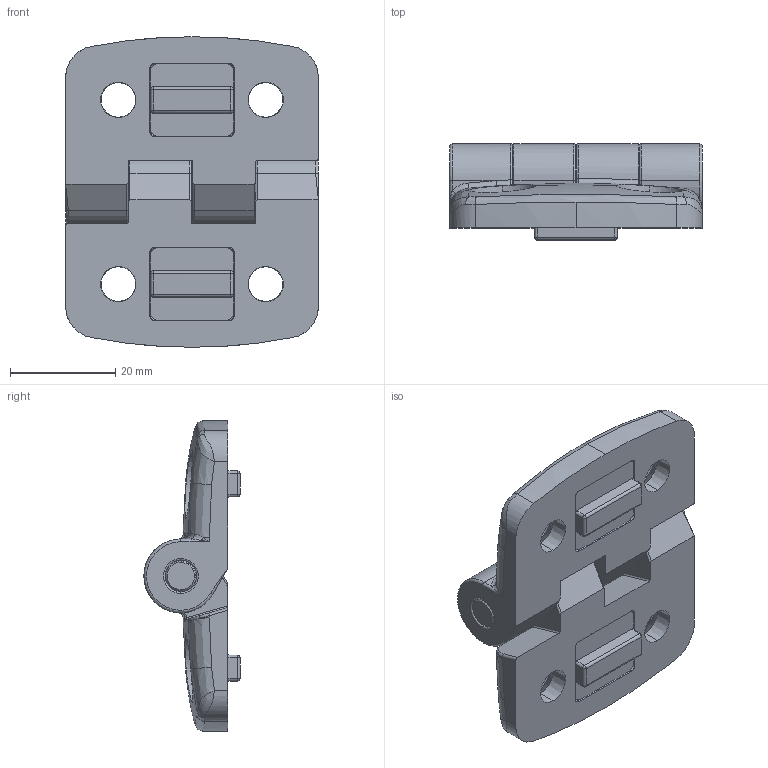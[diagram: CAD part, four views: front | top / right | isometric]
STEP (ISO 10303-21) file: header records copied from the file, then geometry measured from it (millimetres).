
FILE_DESCRIPTION(('STEP AP214'),'1');
FILE_NAME('fath_095a3030f.stp','2018-06-07T11:21:18',('TraceParts'),('TraceParts S.A.'),'Spatial InterOp 3D',' ',' ');
FILE_SCHEMA(('automotive_design'));
Length unit declared in the file: millimetre
Products named in the file (5): fath_095a3030f_1; fath_095a3030f_2; fath_095a3030f_3; fath_095a3030f_4; fath_095a3030f_5
Bounding box: 48 x 18.25 x 59 mm (x, y, z)
Volume: 21105.3 mm3; surface area: 12749.3 mm2
Topology: 5 solids, 5 shells, 672 faces, 1662 edges, 964 vertices
Faces by surface type: plane 248, cylinder 188, bspline 80, torus 78, cone 62, sphere 16
Entity records: 29541 total; most frequent: CARTESIAN_POINT 9063, ORIENTED_EDGE 3244, DIRECTION 3046, EDGE_CURVE 1622, AXIS2_PLACEMENT_3D 1179, VERTEX_POINT 964, EDGE_LOOP 692, LINE 688
